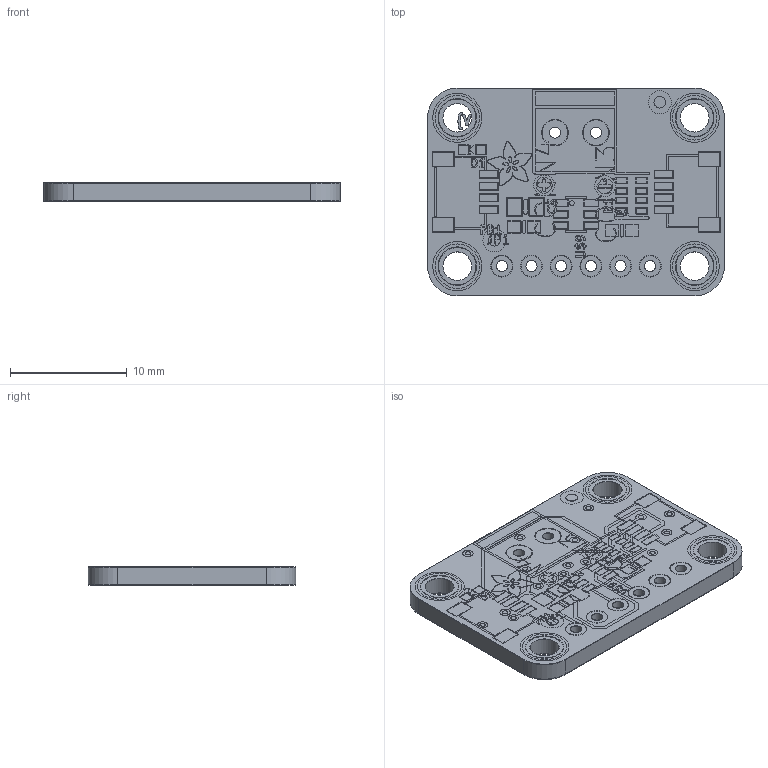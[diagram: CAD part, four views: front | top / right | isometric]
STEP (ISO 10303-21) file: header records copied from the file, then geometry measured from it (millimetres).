
FILE_DESCRIPTION(('KiCad electronic assembly'),'2;1');
FILE_NAME('Adafruit MCP3421 ADC.step','2025-03-06T09:54:08',('Pcbnew'),( 'Kicad'),'Open CASCADE STEP processor 7.8','KiCad to STEP converter' ,'Unknown');
FILE_SCHEMA(('AUTOMOTIVE_DESIGN { 1 0 10303 214 1 1 1 1 }'));
Length unit declared in the file: millimetre
Products named in the file (5): Adafruit MCP3421 ADC 1; Adafruit MCP3421 ADC_copper; Adafruit MCP3421 ADC_silkscreen; Adafruit MCP3421 ADC_soldermask; Adafruit MCP3421 ADC_PCB
Assembly tree (4 placements, depth 2):
  Adafruit MCP3421 ADC 1
    Adafruit MCP3421 ADC_copper
    Adafruit MCP3421 ADC_silkscreen
    Adafruit MCP3421 ADC_soldermask
    Adafruit MCP3421 ADC_PCB
Bounding box: 25.4 x 17.78 x 1.66 mm (x, y, z)
Volume: 638.6 mm3; surface area: 2445.3 mm2
Topology: 38 solids, 113 shells, 778 faces, 7261 edges, 6686 vertices
Faces by surface type: plane 622, cylinder 156
Full cylindrical faces by diameter (mm): 0.433 x16, 0.483 x32, 0.889 x22, 0.95 x8, 1 x18, 1.778 x12, 2.184 x4, 2.45 x4, 2.5 x8, 3.2 x8
Entity records: 67394 total; most frequent: CARTESIAN_POINT 14725, DIRECTION 9551, ORIENTED_EDGE 8974, EDGE_CURVE 7257, VERTEX_POINT 6685, LINE 6529, VECTOR 6529, AXIS2_PLACEMENT_3D 1511
